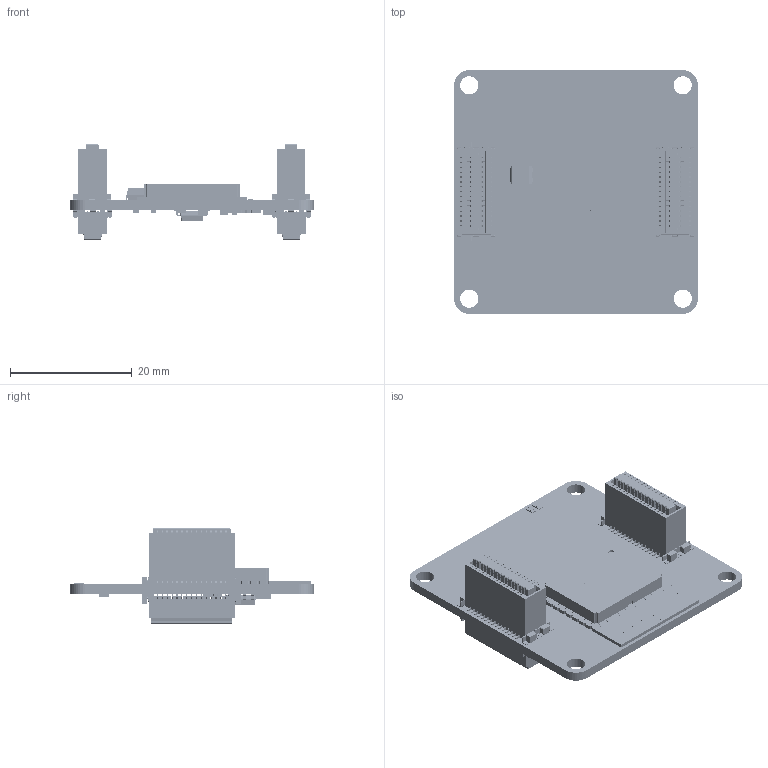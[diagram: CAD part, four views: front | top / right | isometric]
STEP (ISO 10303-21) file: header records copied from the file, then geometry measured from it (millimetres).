
FILE_DESCRIPTION(('FreeCAD Model'),'2;1');
FILE_NAME( 'wifi-extension.step', '2017-09-15T15:29:02',('kicad StepUp'),('ksu MCAD'), 'Open CASCADE STEP processor 6.8','FreeCAD','Unknown');
FILE_SCHEMA(('AUTOMOTIVE_DESIGN_CC2 { 1 2 10303 214 -1 1 5 4 }'));
Length unit declared in the file: millimetre
Products named in the file (20): Pcb; Tantalum_B_3528H21_; R_0603_; R_0603_001; R_0603_002; R_0603_003; C_0805_; C_0603_; C_0603_001; 88021-12XX_; 88021-12XX_001; ESP8266_WROOM02_; dfn10_2x3_p05_; R_4x0603_; R_4x0603_001; soic_8_39x49_p127_; ASM0001_ASM_; ASM0001_ASM_001; D_0603_blue_; Fusion_
Bounding box: 40 x 40 x 15.65 mm (x, y, z)
Volume: 4622.2 mm3; surface area: 9740.5 mm2
Topology: 27 solids, 27 shells, 13447 faces, 40690 edges, 26553 vertices
Faces by surface type: plane 10337, cylinder 1859, extrusion 910, bspline 317, cone 24
Full cylindrical faces by diameter (mm): 0.17 x2, 0.2 x11, 0.35 x1, 0.4 x1, 0.5 x4, 0.6 x1, 1 x1, 3 x4
Entity records: 563795 total; most frequent: CARTESIAN_POINT 179367, ORIENTED_EDGE 81360, DIRECTION 67318, EDGE_CURVE 40680, VECTOR 35412, LINE 34502, VERTEX_POINT 26561, AXIS2_PLACEMENT_3D 15953
